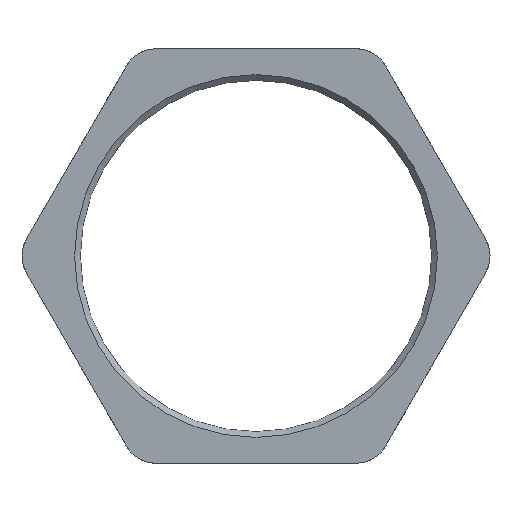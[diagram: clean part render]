
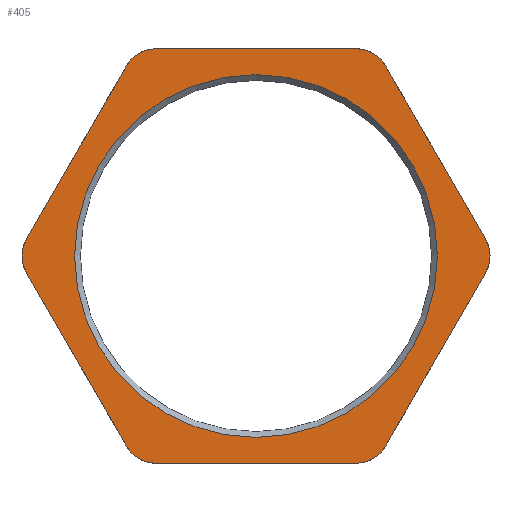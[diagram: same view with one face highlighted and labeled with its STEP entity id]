
A CAD part, front view. The second image highlights one B-rep face of the part: STEP entity #405.
In plain terms, the highlighted planar face has unit normal (0, -1, 0).
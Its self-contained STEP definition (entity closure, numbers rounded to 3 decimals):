
#14=FACE_BOUND('',#87,.T.);
#21=PLANE('',#466);
#63=FACE_OUTER_BOUND('',#86,.T.);
#86=EDGE_LOOP('',(#326,#327,#328,#329,#330,#331,#332,#333,#334,#335,#336,
#337));
#87=EDGE_LOOP('',(#338));
#100=LINE('',#603,#121);
#105=LINE('',#638,#126);
#108=LINE('',#670,#129);
#111=LINE('',#699,#132);
#114=LINE('',#728,#135);
#117=LINE('',#756,#138);
#121=VECTOR('',#485,10.);
#126=VECTOR('',#496,10.);
#129=VECTOR('',#509,10.);
#132=VECTOR('',#522,10.);
#135=VECTOR('',#535,10.);
#138=VECTOR('',#562,10.);
#140=CIRCLE('',#433,3.);
#142=CIRCLE('',#438,3.);
#144=CIRCLE('',#443,3.);
#146=CIRCLE('',#448,3.);
#148=CIRCLE('',#453,3.);
#150=CIRCLE('',#458,3.);
#152=CIRCLE('',#462,15.75);
#156=VERTEX_POINT('',#574);
#157=VERTEX_POINT('',#575);
#162=VERTEX_POINT('',#602);
#164=VERTEX_POINT('',#610);
#165=VERTEX_POINT('',#611);
#170=VERTEX_POINT('',#636);
#171=VERTEX_POINT('',#645);
#175=VERTEX_POINT('',#668);
#176=VERTEX_POINT('',#674);
#180=VERTEX_POINT('',#697);
#181=VERTEX_POINT('',#703);
#185=VERTEX_POINT('',#726);
#186=VERTEX_POINT('',#746);
#190=EDGE_CURVE('',#156,#157,#140,.T.);
#197=EDGE_CURVE('',#162,#157,#100,.T.);
#200=EDGE_CURVE('',#164,#165,#142,.T.);
#207=EDGE_CURVE('',#164,#170,#105,.T.);
#210=EDGE_CURVE('',#171,#170,#144,.T.);
#216=EDGE_CURVE('',#171,#175,#108,.T.);
#218=EDGE_CURVE('',#176,#175,#146,.T.);
#224=EDGE_CURVE('',#176,#180,#111,.T.);
#226=EDGE_CURVE('',#181,#180,#148,.T.);
#232=EDGE_CURVE('',#181,#185,#114,.T.);
#234=EDGE_CURVE('',#162,#185,#150,.T.);
#237=EDGE_CURVE('',#186,#186,#152,.T.);
#242=EDGE_CURVE('',#156,#165,#117,.T.);
#326=ORIENTED_EDGE('',*,*,#190,.F.);
#327=ORIENTED_EDGE('',*,*,#242,.T.);
#328=ORIENTED_EDGE('',*,*,#200,.F.);
#329=ORIENTED_EDGE('',*,*,#207,.T.);
#330=ORIENTED_EDGE('',*,*,#210,.F.);
#331=ORIENTED_EDGE('',*,*,#216,.T.);
#332=ORIENTED_EDGE('',*,*,#218,.F.);
#333=ORIENTED_EDGE('',*,*,#224,.T.);
#334=ORIENTED_EDGE('',*,*,#226,.F.);
#335=ORIENTED_EDGE('',*,*,#232,.T.);
#336=ORIENTED_EDGE('',*,*,#234,.F.);
#337=ORIENTED_EDGE('',*,*,#197,.T.);
#338=ORIENTED_EDGE('',*,*,#237,.F.);
#405=ADVANCED_FACE('',(#63,#14),#21,.T.);
#433=AXIS2_PLACEMENT_3D('',#576,#475,#476);
#438=AXIS2_PLACEMENT_3D('',#612,#489,#490);
#443=AXIS2_PLACEMENT_3D('',#646,#503,#504);
#448=AXIS2_PLACEMENT_3D('',#675,#516,#517);
#453=AXIS2_PLACEMENT_3D('',#704,#529,#530);
#458=AXIS2_PLACEMENT_3D('',#732,#542,#543);
#462=AXIS2_PLACEMENT_3D('',#747,#550,#551);
#466=AXIS2_PLACEMENT_3D('',#755,#560,#561);
#475=DIRECTION('center_axis',(0.,1.,0.));
#476=DIRECTION('ref_axis',(-1.,0.,0.));
#485=DIRECTION('',(-0.5,0.,-0.866));
#489=DIRECTION('center_axis',(0.,1.,0.));
#490=DIRECTION('ref_axis',(-0.5,0.,-0.866));
#496=DIRECTION('',(1.,0.,0.));
#503=DIRECTION('center_axis',(0.,1.,0.));
#504=DIRECTION('ref_axis',(0.5,0.,-0.866));
#509=DIRECTION('',(0.5,0.,0.866));
#516=DIRECTION('center_axis',(0.,1.,0.));
#517=DIRECTION('ref_axis',(1.,0.,0.));
#522=DIRECTION('',(-0.5,0.,0.866));
#529=DIRECTION('center_axis',(0.,1.,0.));
#530=DIRECTION('ref_axis',(0.5,0.,0.866));
#535=DIRECTION('',(-1.,0.,0.));
#542=DIRECTION('center_axis',(0.,1.,0.));
#543=DIRECTION('ref_axis',(-0.5,0.,0.866));
#550=DIRECTION('center_axis',(0.,-1.,0.));
#551=DIRECTION('ref_axis',(1.,0.,0.));
#560=DIRECTION('center_axis',(0.,-1.,0.));
#561=DIRECTION('ref_axis',(0.,0.,-1.));
#562=DIRECTION('',(0.5,0.,-0.866));
#574=CARTESIAN_POINT('',(-19.919,-4.5,-1.5));
#575=CARTESIAN_POINT('',(-19.919,-4.5,1.5));
#576=CARTESIAN_POINT('Origin',(-17.321,-4.5,0.));
#602=CARTESIAN_POINT('',(-11.258,-4.5,16.5));
#603=CARTESIAN_POINT('',(-10.392,-4.5,18.));
#610=CARTESIAN_POINT('',(-8.66,-4.5,-18.));
#611=CARTESIAN_POINT('',(-11.258,-4.5,-16.5));
#612=CARTESIAN_POINT('Origin',(-8.66,-4.5,-15.));
#636=CARTESIAN_POINT('',(8.66,-4.5,-18.));
#638=CARTESIAN_POINT('',(-10.392,-4.5,-18.));
#645=CARTESIAN_POINT('',(11.258,-4.5,-16.5));
#646=CARTESIAN_POINT('Origin',(8.66,-4.5,-15.));
#668=CARTESIAN_POINT('',(19.919,-4.5,-1.5));
#670=CARTESIAN_POINT('',(10.392,-4.5,-18.));
#674=CARTESIAN_POINT('',(19.919,-4.5,1.5));
#675=CARTESIAN_POINT('Origin',(17.321,-4.5,0.));
#697=CARTESIAN_POINT('',(11.258,-4.5,16.5));
#699=CARTESIAN_POINT('',(20.785,-4.5,0.));
#703=CARTESIAN_POINT('',(8.66,-4.5,18.));
#704=CARTESIAN_POINT('Origin',(8.66,-4.5,15.));
#726=CARTESIAN_POINT('',(-8.66,-4.5,18.));
#728=CARTESIAN_POINT('',(10.392,-4.5,18.));
#732=CARTESIAN_POINT('Origin',(-8.66,-4.5,15.));
#746=CARTESIAN_POINT('',(-15.75,-4.5,0.));
#747=CARTESIAN_POINT('Origin',(0.,-4.5,0.));
#755=CARTESIAN_POINT('Origin',(0.,-4.5,0.));
#756=CARTESIAN_POINT('',(-20.785,-4.5,0.));
